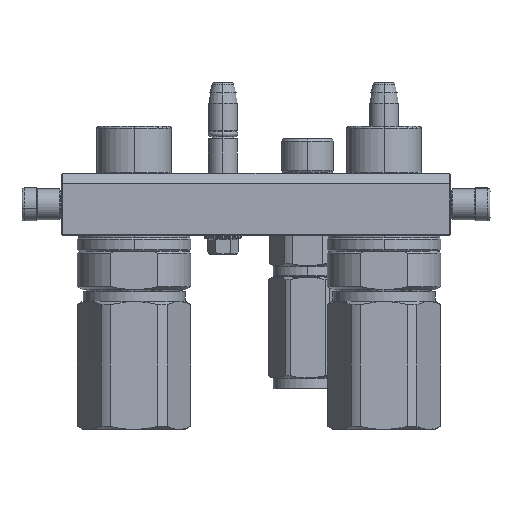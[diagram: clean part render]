
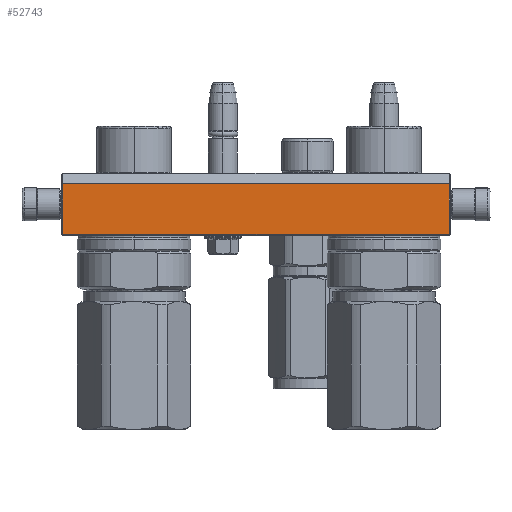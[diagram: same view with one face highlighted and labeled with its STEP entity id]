
A CAD part, left-side view. The second image highlights one B-rep face of the part: STEP entity #52743.
In plain terms, the highlighted face is planar.
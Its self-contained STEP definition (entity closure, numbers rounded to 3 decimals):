
#750 = VERTEX_POINT ( 'NONE', #35695 ) ;
#1211 = DIRECTION ( 'NONE',  ( 0., 1., 0. ) ) ;
#1434 = ORIENTED_EDGE ( 'NONE', *, *, #40848, .T. ) ;
#2773 = PLANE ( 'NONE',  #35897 ) ;
#4304 = DIRECTION ( 'NONE',  ( -1., 0., 0. ) ) ;
#5599 = CARTESIAN_POINT ( 'NONE',  ( 93.5, 5., -45. ) ) ;
#6751 = CARTESIAN_POINT ( 'NONE',  ( 94., 0., -45. ) ) ;
#7099 = EDGE_LOOP ( 'NONE', ( #1434, #28224, #47474, #41585 ) ) ;
#7451 = CARTESIAN_POINT ( 'NONE',  ( 93.5, 29.5, -45. ) ) ;
#10478 = DIRECTION ( 'NONE',  ( 0., 1., 0. ) ) ;
#10530 = CARTESIAN_POINT ( 'NONE',  ( 93.5, 5., -45. ) ) ;
#13105 = VECTOR ( 'NONE', #4304, 1000. ) ;
#13529 = VERTEX_POINT ( 'NONE', #18584 ) ;
#17634 = VERTEX_POINT ( 'NONE', #7451 ) ;
#18584 = CARTESIAN_POINT ( 'NONE',  ( -93.5, 5., -45. ) ) ;
#24698 = FACE_OUTER_BOUND ( 'NONE', #7099, .T. ) ;
#26309 = LINE ( 'NONE', #55796, #56933 ) ;
#27011 = CARTESIAN_POINT ( 'NONE',  ( 93.5, 29.5, -45. ) ) ;
#27405 = LINE ( 'NONE', #27011, #13105 ) ;
#27806 = LINE ( 'NONE', #10530, #51329 ) ;
#27834 = EDGE_CURVE ( 'NONE', #17634, #750, #27405, .T. ) ;
#28224 = ORIENTED_EDGE ( 'NONE', *, *, #27834, .F. ) ;
#30027 = VERTEX_POINT ( 'NONE', #5599 ) ;
#33629 = CARTESIAN_POINT ( 'NONE',  ( 93.5, 5., -45. ) ) ;
#34198 = LINE ( 'NONE', #33629, #55556 ) ;
#35695 = CARTESIAN_POINT ( 'NONE',  ( -93.5, 29.5, -45. ) ) ;
#35776 = EDGE_CURVE ( 'NONE', #30027, #17634, #34198, .T. ) ;
#35897 = AXIS2_PLACEMENT_3D ( 'NONE', #6751, #56926, #38475 ) ;
#38475 = DIRECTION ( 'NONE',  ( -1., 0., 0. ) ) ;
#40848 = EDGE_CURVE ( 'NONE', #13529, #750, #26309, .T. ) ;
#41585 = ORIENTED_EDGE ( 'NONE', *, *, #44651, .T. ) ;
#42439 = DIRECTION ( 'NONE',  ( -1., 0., 0. ) ) ;
#44651 = EDGE_CURVE ( 'NONE', #30027, #13529, #27806, .T. ) ;
#47474 = ORIENTED_EDGE ( 'NONE', *, *, #35776, .F. ) ;
#51329 = VECTOR ( 'NONE', #42439, 1000. ) ;
#52743 = ADVANCED_FACE ( 'NONE', ( #24698 ), #2773, .T. ) ;
#55556 = VECTOR ( 'NONE', #10478, 1000. ) ;
#55796 = CARTESIAN_POINT ( 'NONE',  ( -93.5, 5., -45. ) ) ;
#56926 = DIRECTION ( 'NONE',  ( 0., 0., -1. ) ) ;
#56933 = VECTOR ( 'NONE', #1211, 1000. ) ;
